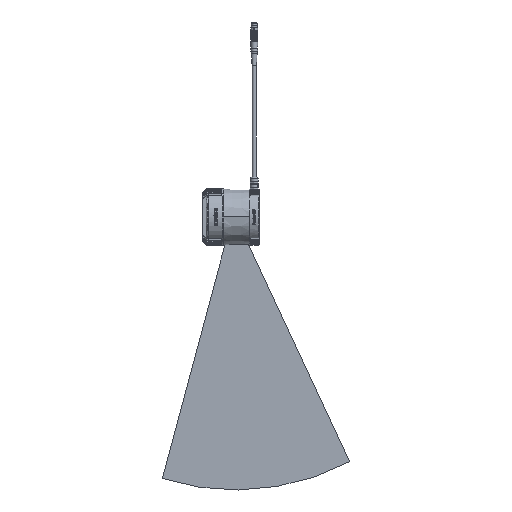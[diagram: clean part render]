
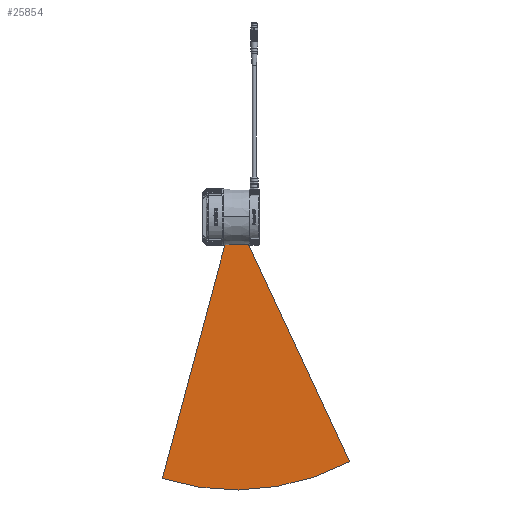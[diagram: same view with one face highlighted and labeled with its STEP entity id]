
A CAD part, left-side view. The second image highlights one B-rep face of the part: STEP entity #25854.
In plain terms, the highlighted planar face has unit normal (1, 0, 0).
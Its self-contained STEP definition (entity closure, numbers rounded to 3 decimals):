
#5228 = EDGE_CURVE ( 'NONE', #7929, #16521, #41667, .T. ) ;
#6854 = AXIS2_PLACEMENT_3D ( 'NONE', #37053, #71942, #14193 ) ;
#7929 = VERTEX_POINT ( 'NONE', #9240 ) ;
#9240 = CARTESIAN_POINT ( 'NONE',  ( 0., -187.355, -505.895 ) ) ;
#11416 = AXIS2_PLACEMENT_3D ( 'NONE', #21319, #73607, #33229 ) ;
#14193 = DIRECTION ( 'NONE',  ( 0., 0., 1. ) ) ;
#14721 = DIRECTION ( 'NONE',  ( 0., -0.259, 0.966 ) ) ;
#16521 = VERTEX_POINT ( 'NONE', #32656 ) ;
#19714 = VERTEX_POINT ( 'NONE', #57366 ) ;
#20496 = VERTEX_POINT ( 'NONE', #49002 ) ;
#21319 = CARTESIAN_POINT ( 'NONE',  ( 0., 47.7, -64.591 ) ) ;
#25656 = EDGE_CURVE ( 'NONE', #19714, #7929, #30498, .T. ) ;
#25854 = ADVANCED_FACE ( 'NONE', ( #67997 ), #73353, .F. ) ;
#28706 = VECTOR ( 'NONE', #65209, 1000. ) ;
#30445 = LINE ( 'NONE', #58765, #28706 ) ;
#30498 = LINE ( 'NONE', #31742, #55479 ) ;
#31742 = CARTESIAN_POINT ( 'NONE',  ( 0., 22.181, -56.544 ) ) ;
#32656 = CARTESIAN_POINT ( 'NONE',  ( 0., 200.042, -540.818 ) ) ;
#33229 = DIRECTION ( 'NONE',  ( 0., 0., 1. ) ) ;
#36851 = ORIENTED_EDGE ( 'NONE', *, *, #25656, .T. ) ;
#37053 = CARTESIAN_POINT ( 'NONE',  ( 0., 47.7, -64.591 ) ) ;
#37345 = CARTESIAN_POINT ( 'NONE',  ( 0., 70.632, -57.855 ) ) ;
#41667 = CIRCLE ( 'NONE', #6854, 500. ) ;
#43228 = EDGE_CURVE ( 'NONE', #20496, #19714, #30445, .T. ) ;
#49002 = CARTESIAN_POINT ( 'NONE',  ( 0., 70.632, -57.855 ) ) ;
#49429 = DIRECTION ( 'NONE',  ( 0., -0.423, -0.906 ) ) ;
#55479 = VECTOR ( 'NONE', #49429, 1000. ) ;
#55782 = LINE ( 'NONE', #37345, #59367 ) ;
#56498 = ORIENTED_EDGE ( 'NONE', *, *, #5228, .T. ) ;
#57366 = CARTESIAN_POINT ( 'NONE',  ( 0., 22.181, -56.544 ) ) ;
#58765 = CARTESIAN_POINT ( 'NONE',  ( 0., 70.632, -57.855 ) ) ;
#59225 = ORIENTED_EDGE ( 'NONE', *, *, #43228, .T. ) ;
#59367 = VECTOR ( 'NONE', #14721, 1000. ) ;
#65209 = DIRECTION ( 'NONE',  ( 0., -1., 0.027 ) ) ;
#67394 = ORIENTED_EDGE ( 'NONE', *, *, #71480, .T. ) ;
#67997 = FACE_OUTER_BOUND ( 'NONE', #68466, .T. ) ;
#68466 = EDGE_LOOP ( 'NONE', ( #59225, #36851, #56498, #67394 ) ) ;
#71480 = EDGE_CURVE ( 'NONE', #16521, #20496, #55782, .T. ) ;
#71942 = DIRECTION ( 'NONE',  ( 1., 0., 0. ) ) ;
#73353 = PLANE ( 'NONE',  #11416 ) ;
#73607 = DIRECTION ( 'NONE',  ( -1., 0., 0. ) ) ;
